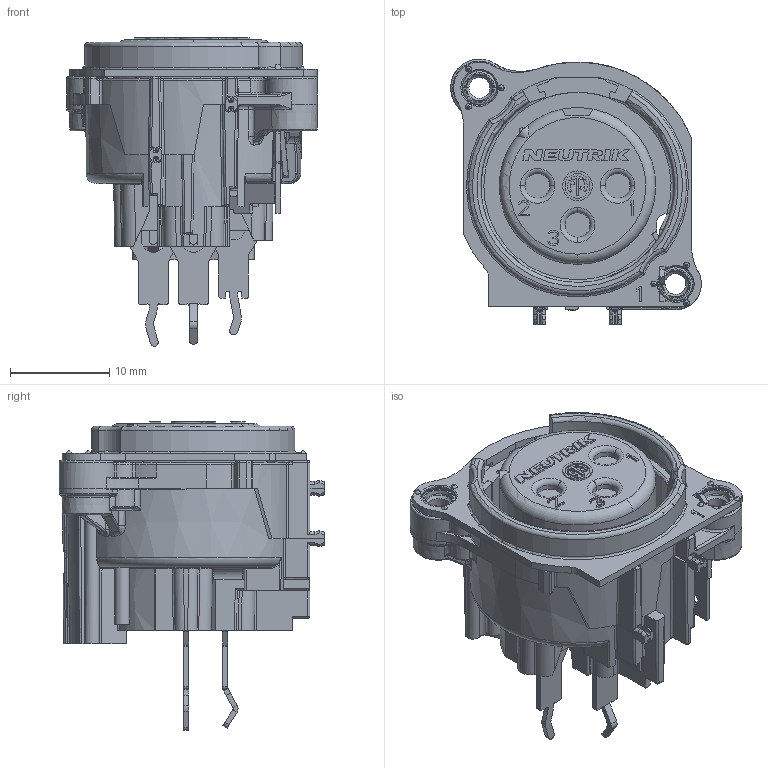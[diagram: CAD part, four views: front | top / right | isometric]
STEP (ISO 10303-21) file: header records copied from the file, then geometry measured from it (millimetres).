
FILE_DESCRIPTION((''),'2;1');
FILE_NAME('NC3FBV2','2021-03-05T07:59:19',('phk'),(''),'CREO PARAMETRIC BY PTC INC, 2019080','CREO PARAMETRIC BY PTC INC, 2019080','');
FILE_SCHEMA(('CONFIG_CONTROL_DESIGN'));
Products named in the file (1): NC3FBV2
Bounding box: 25.3 x 26.79 x 31.11 mm (x, y, z)
Volume: 5965.2 mm3; surface area: 5271.6 mm2
Topology: 1 solids, 1 shells, 1665 faces, 4526 edges, 2832 vertices
Faces by surface type: plane 689, cylinder 422, bspline 210, torus 162, cone 91, sphere 62, extrusion 29
Entity records: 60163 total; most frequent: CARTESIAN_POINT 19982, ORIENTED_EDGE 9026, DIRECTION 7672, EDGE_CURVE 4513, VERTEX_POINT 2832, AXIS2_PLACEMENT_3D 2699, VECTOR 2274, LINE 2245
